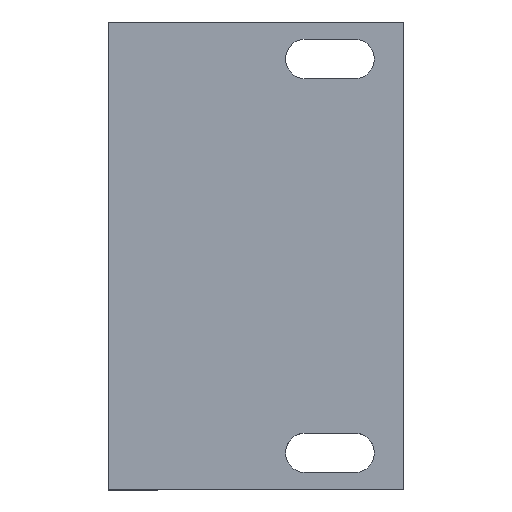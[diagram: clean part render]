
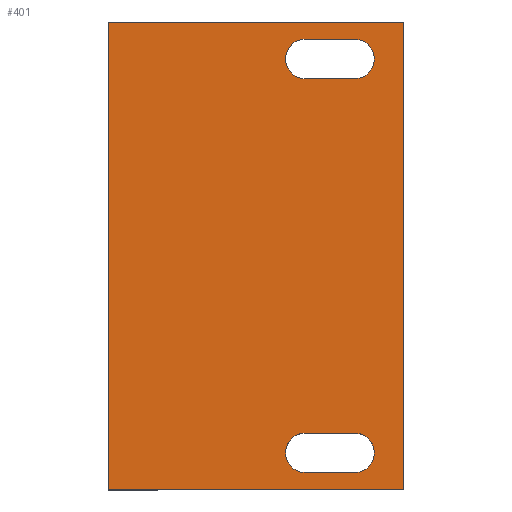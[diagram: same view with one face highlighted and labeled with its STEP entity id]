
A CAD part, top view. The second image highlights one B-rep face of the part: STEP entity #401.
In plain terms, the highlighted planar face has unit normal (0, 0, 1).
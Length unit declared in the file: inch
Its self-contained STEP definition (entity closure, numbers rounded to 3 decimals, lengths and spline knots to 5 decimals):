
#15=FACE_BOUND('',#65,.T.);
#16=FACE_BOUND('',#66,.T.);
#26=PLANE('',#458);
#45=FACE_OUTER_BOUND('',#64,.T.);
#64=EDGE_LOOP('',(#324,#325,#326,#327));
#65=EDGE_LOOP('',(#328,#329,#330,#331));
#66=EDGE_LOOP('',(#332,#333,#334,#335));
#80=CIRCLE('',#436,0.1005);
#82=CIRCLE('',#440,0.1005);
#84=CIRCLE('',#444,0.1005);
#86=CIRCLE('',#448,0.1005);
#99=LINE('',#677,#138);
#103=LINE('',#689,#142);
#107=LINE('',#701,#146);
#111=LINE('',#713,#150);
#118=LINE('',#740,#157);
#119=LINE('',#743,#158);
#120=LINE('',#745,#159);
#121=LINE('',#746,#160);
#138=VECTOR('',#481,0.3937);
#142=VECTOR('',#493,0.3937);
#146=VECTOR('',#505,0.3937);
#150=VECTOR('',#517,0.3937);
#157=VECTOR('',#548,0.3937);
#158=VECTOR('',#551,0.3937);
#159=VECTOR('',#552,0.3937);
#160=VECTOR('',#553,0.3937);
#183=VERTEX_POINT('',#674);
#184=VERTEX_POINT('',#676);
#186=VERTEX_POINT('',#682);
#188=VERTEX_POINT('',#688);
#191=VERTEX_POINT('',#698);
#192=VERTEX_POINT('',#700);
#194=VERTEX_POINT('',#706);
#196=VERTEX_POINT('',#712);
#201=VERTEX_POINT('',#733);
#204=VERTEX_POINT('',#738);
#205=VERTEX_POINT('',#742);
#206=VERTEX_POINT('',#744);
#221=EDGE_CURVE('',#184,#183,#99,.T.);
#224=EDGE_CURVE('',#186,#184,#80,.T.);
#227=EDGE_CURVE('',#188,#186,#103,.T.);
#230=EDGE_CURVE('',#183,#188,#82,.T.);
#233=EDGE_CURVE('',#192,#191,#107,.T.);
#236=EDGE_CURVE('',#194,#192,#84,.T.);
#239=EDGE_CURVE('',#196,#194,#111,.T.);
#242=EDGE_CURVE('',#191,#196,#86,.T.);
#254=EDGE_CURVE('',#201,#204,#118,.T.);
#255=EDGE_CURVE('',#205,#201,#119,.T.);
#256=EDGE_CURVE('',#206,#204,#120,.T.);
#257=EDGE_CURVE('',#205,#206,#121,.T.);
#324=ORIENTED_EDGE('',*,*,#255,.T.);
#325=ORIENTED_EDGE('',*,*,#254,.T.);
#326=ORIENTED_EDGE('',*,*,#256,.F.);
#327=ORIENTED_EDGE('',*,*,#257,.F.);
#328=ORIENTED_EDGE('',*,*,#227,.T.);
#329=ORIENTED_EDGE('',*,*,#224,.T.);
#330=ORIENTED_EDGE('',*,*,#221,.T.);
#331=ORIENTED_EDGE('',*,*,#230,.T.);
#332=ORIENTED_EDGE('',*,*,#239,.T.);
#333=ORIENTED_EDGE('',*,*,#236,.T.);
#334=ORIENTED_EDGE('',*,*,#233,.T.);
#335=ORIENTED_EDGE('',*,*,#242,.T.);
#401=ADVANCED_FACE('',(#45,#15,#16),#26,.T.);
#436=AXIS2_PLACEMENT_3D('',#683,#487,#488);
#440=AXIS2_PLACEMENT_3D('',#693,#499,#500);
#444=AXIS2_PLACEMENT_3D('',#707,#511,#512);
#448=AXIS2_PLACEMENT_3D('',#717,#523,#524);
#458=AXIS2_PLACEMENT_3D('',#741,#549,#550);
#481=DIRECTION('',(-1.,0.,0.));
#487=DIRECTION('center_axis',(0.,0.,-1.));
#488=DIRECTION('ref_axis',(0.,-1.,0.));
#493=DIRECTION('',(1.,0.,0.));
#499=DIRECTION('center_axis',(0.,0.,-1.));
#500=DIRECTION('ref_axis',(0.,1.,0.));
#505=DIRECTION('',(-1.,0.,0.));
#511=DIRECTION('center_axis',(0.,0.,-1.));
#512=DIRECTION('ref_axis',(0.,-1.,0.));
#517=DIRECTION('',(1.,0.,0.));
#523=DIRECTION('center_axis',(0.,0.,-1.));
#524=DIRECTION('ref_axis',(0.,1.,0.));
#548=DIRECTION('',(0.,1.,0.));
#549=DIRECTION('center_axis',(0.,0.,1.));
#550=DIRECTION('ref_axis',(1.,0.,0.));
#551=DIRECTION('',(1.,0.,0.));
#552=DIRECTION('',(1.,0.,0.));
#553=DIRECTION('',(0.,1.,0.));
#674=CARTESIAN_POINT('',(-0.5,2.087,0.));
#676=CARTESIAN_POINT('',(-0.25,2.087,0.));
#677=CARTESIAN_POINT('',(-0.875,2.087,0.));
#682=CARTESIAN_POINT('',(-0.25,2.288,0.));
#683=CARTESIAN_POINT('Origin',(-0.25,2.1875,0.));
#688=CARTESIAN_POINT('',(-0.5,2.288,0.));
#689=CARTESIAN_POINT('',(-1.,2.288,0.));
#693=CARTESIAN_POINT('Origin',(-0.5,2.1875,0.));
#698=CARTESIAN_POINT('',(-0.5,0.087,0.));
#700=CARTESIAN_POINT('',(-0.25,0.087,0.));
#701=CARTESIAN_POINT('',(-0.875,0.087,0.));
#706=CARTESIAN_POINT('',(-0.25,0.288,0.));
#707=CARTESIAN_POINT('Origin',(-0.25,0.1875,0.));
#712=CARTESIAN_POINT('',(-0.5,0.288,0.));
#713=CARTESIAN_POINT('',(-1.,0.288,0.));
#717=CARTESIAN_POINT('Origin',(-0.5,0.1875,0.));
#733=CARTESIAN_POINT('',(0.,0.,0.));
#738=CARTESIAN_POINT('',(0.,2.375,0.));
#740=CARTESIAN_POINT('',(0.,0.,0.));
#741=CARTESIAN_POINT('Origin',(-1.5,0.,0.));
#742=CARTESIAN_POINT('',(-1.5,0.,0.));
#743=CARTESIAN_POINT('',(-1.5,0.,0.));
#744=CARTESIAN_POINT('',(-1.5,2.375,0.));
#745=CARTESIAN_POINT('',(-1.5,2.375,0.));
#746=CARTESIAN_POINT('',(-1.5,0.,0.));
